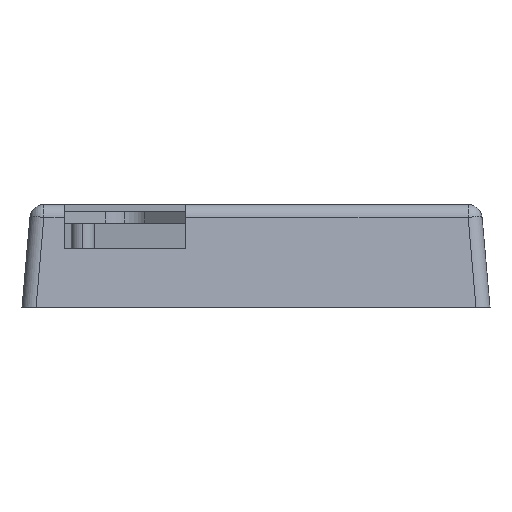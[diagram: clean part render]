
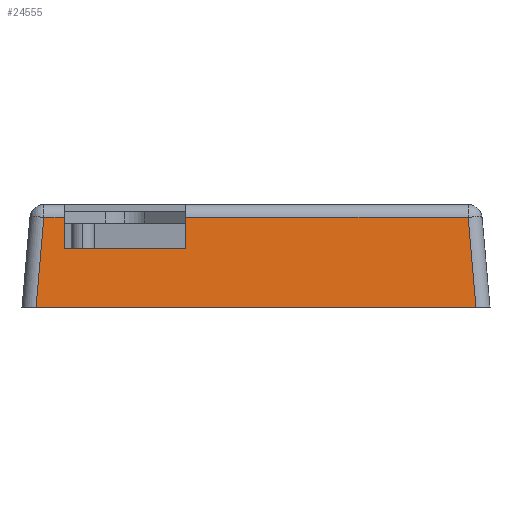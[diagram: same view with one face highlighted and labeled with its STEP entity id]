
A CAD part, left-side view. The second image highlights one B-rep face of the part: STEP entity #24555.
In plain terms, the highlighted planar face has unit normal (-0.996, 0, 0.087).
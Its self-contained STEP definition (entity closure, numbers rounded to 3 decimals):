
#72 = EDGE_CURVE ( 'NONE', #11847, #26379, #7763, .T. ) ;
#109 = CARTESIAN_POINT ( 'NONE',  ( -68.906, 41., 12.5 ) ) ;
#441 = ORIENTED_EDGE ( 'NONE', *, *, #20852, .T. ) ;
#649 = DIRECTION ( 'NONE',  ( 0.087, 0., 0.996 ) ) ;
#730 = CARTESIAN_POINT ( 'NONE',  ( -70.023, 47.034, -0.258 ) ) ;
#919 = LINE ( 'NONE', #730, #4961 ) ;
#977 = LINE ( 'NONE', #6200, #9927 ) ;
#1205 = ORIENTED_EDGE ( 'NONE', *, *, #24923, .T. ) ;
#1469 = CARTESIAN_POINT ( 'NONE',  ( -68.906, 15., 12.5 ) ) ;
#2892 = LINE ( 'NONE', #20897, #10584 ) ;
#4263 = EDGE_CURVE ( 'NONE', #21928, #15838, #24981, .T. ) ;
#4910 = LINE ( 'NONE', #20458, #25440 ) ;
#4961 = VECTOR ( 'NONE', #24835, 1000. ) ;
#5708 = LINE ( 'NONE', #16360, #29876 ) ;
#6200 = CARTESIAN_POINT ( 'NONE',  ( -69.269, -46.28, 8.359 ) ) ;
#6236 = CARTESIAN_POINT ( 'NONE',  ( -70., 50., 0. ) ) ;
#7208 = ORIENTED_EDGE ( 'NONE', *, *, #26747, .T. ) ;
#7763 = LINE ( 'NONE', #31850, #23027 ) ;
#8697 = ORIENTED_EDGE ( 'NONE', *, *, #29719, .F. ) ;
#9408 = ORIENTED_EDGE ( 'NONE', *, *, #13863, .T. ) ;
#9927 = VECTOR ( 'NONE', #14057, 1000. ) ;
#10077 = DIRECTION ( 'NONE',  ( 0.087, 0., 0.996 ) ) ;
#10101 = CARTESIAN_POINT ( 'NONE',  ( -68.315, 45.326, 19.261 ) ) ;
#10584 = VECTOR ( 'NONE', #10077, 1000. ) ;
#11478 = FACE_OUTER_BOUND ( 'NONE', #27241, .T. ) ;
#11847 = VERTEX_POINT ( 'NONE', #31290 ) ;
#12750 = VERTEX_POINT ( 'NONE', #109 ) ;
#12762 = DIRECTION ( 'NONE',  ( 0., -1., 0. ) ) ;
#13863 = EDGE_CURVE ( 'NONE', #12750, #11847, #2892, .T. ) ;
#14057 = DIRECTION ( 'NONE',  ( 0.087, 0.087, 0.992 ) ) ;
#14237 = DIRECTION ( 'NONE',  ( -0.087, 0., -0.996 ) ) ;
#14507 = CARTESIAN_POINT ( 'NONE',  ( -68.315, 48.075, 19.261 ) ) ;
#14631 = PLANE ( 'NONE',  #19926 ) ;
#14701 = CARTESIAN_POINT ( 'NONE',  ( -68.315, -45.326, 19.261 ) ) ;
#15565 = VERTEX_POINT ( 'NONE', #1469 ) ;
#15838 = VERTEX_POINT ( 'NONE', #20998 ) ;
#16360 = CARTESIAN_POINT ( 'NONE',  ( -68.906, 50., 12.5 ) ) ;
#16518 = LINE ( 'NONE', #18961, #22064 ) ;
#18290 = CARTESIAN_POINT ( 'NONE',  ( -70., 47.011, 0. ) ) ;
#18427 = DIRECTION ( 'NONE',  ( 0., 1., 0. ) ) ;
#18961 = CARTESIAN_POINT ( 'NONE',  ( -70., 15., 0. ) ) ;
#19926 = AXIS2_PLACEMENT_3D ( 'NONE', #6236, #27727, #649 ) ;
#20458 = CARTESIAN_POINT ( 'NONE',  ( -70., 50., 0. ) ) ;
#20852 = EDGE_CURVE ( 'NONE', #27797, #32574, #4910, .T. ) ;
#20897 = CARTESIAN_POINT ( 'NONE',  ( -70., 41., 0. ) ) ;
#20998 = CARTESIAN_POINT ( 'NONE',  ( -68.315, 15., 19.261 ) ) ;
#21928 = VERTEX_POINT ( 'NONE', #14701 ) ;
#22064 = VECTOR ( 'NONE', #14237, 1000. ) ;
#22864 = ORIENTED_EDGE ( 'NONE', *, *, #72, .T. ) ;
#23027 = VECTOR ( 'NONE', #18427, 1000. ) ;
#24555 = ADVANCED_FACE ( 'NONE', ( #11478 ), #14631, .T. ) ;
#24835 = DIRECTION ( 'NONE',  ( -0.087, 0.087, -0.992 ) ) ;
#24923 = EDGE_CURVE ( 'NONE', #32574, #21928, #977, .T. ) ;
#24981 = LINE ( 'NONE', #14507, #32054 ) ;
#25296 = ORIENTED_EDGE ( 'NONE', *, *, #4263, .T. ) ;
#25440 = VECTOR ( 'NONE', #12762, 1000. ) ;
#26379 = VERTEX_POINT ( 'NONE', #10101 ) ;
#26747 = EDGE_CURVE ( 'NONE', #26379, #27797, #919, .T. ) ;
#27241 = EDGE_LOOP ( 'NONE', ( #8697, #9408, #22864, #7208, #441, #1205, #25296, #29815 ) ) ;
#27727 = DIRECTION ( 'NONE',  ( -0.996, 0., 0.087 ) ) ;
#27797 = VERTEX_POINT ( 'NONE', #18290 ) ;
#27867 = CARTESIAN_POINT ( 'NONE',  ( -70., -47.011, 0. ) ) ;
#29719 = EDGE_CURVE ( 'NONE', #12750, #15565, #5708, .T. ) ;
#29815 = ORIENTED_EDGE ( 'NONE', *, *, #31008, .T. ) ;
#29876 = VECTOR ( 'NONE', #32419, 1000. ) ;
#31008 = EDGE_CURVE ( 'NONE', #15838, #15565, #16518, .T. ) ;
#31290 = CARTESIAN_POINT ( 'NONE',  ( -68.315, 41., 19.261 ) ) ;
#31850 = CARTESIAN_POINT ( 'NONE',  ( -68.315, 48.075, 19.261 ) ) ;
#32054 = VECTOR ( 'NONE', #33165, 1000. ) ;
#32419 = DIRECTION ( 'NONE',  ( 0., -1., 0. ) ) ;
#32574 = VERTEX_POINT ( 'NONE', #27867 ) ;
#33165 = DIRECTION ( 'NONE',  ( 0., 1., 0. ) ) ;
